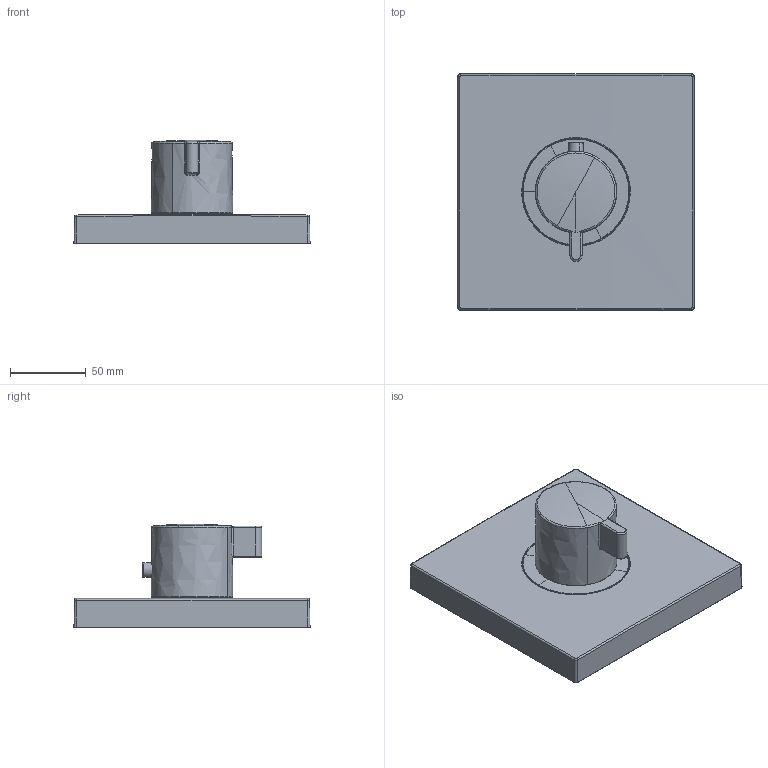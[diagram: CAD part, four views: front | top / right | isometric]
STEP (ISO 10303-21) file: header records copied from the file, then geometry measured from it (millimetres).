
FILE_DESCRIPTION(('CAx-IF Rec.Pracs.---Model Styling and Organization---1.2---2011-12-15','CAx-IF Rec.Pracs.---Geometric and Assembly Validation Properties---4.1---2014-06-16','CAx-IF Rec.Pracs.---PMI Polyline Presentation---2.0---2013-05-24'),'2;1');
FILE_NAME('1000091733_PPR_000.stp','2018-08-06T13:08:10+02:00',(''),(''),'STEP Interface 4.1 by CT CoreTechnologie','3D_Evolution4.1 by CT CoreTechnologie','');
FILE_SCHEMA(('AP203_CONFIGURATION_CONTROLLED_3D_DESIGN_OF_MECHANICAL_PARTS_AND_ASSEMBLIES_MIM_LF'));
Length unit declared in the file: millimetre
Products named in the file (7): P_2 HG ShowerSelect Therm.Highflow UP 1000091733_PPR_000_A1; P_2 Anschlaghuelse_UPT-FS_T42 (22,5mm) 1000126014_PPA_000_A0; P_2 Thermostatgriff_D54_komplett 1000083870_PPR_000_A0; P_2 Thermostatgriff_Select_(schnapp) 1000083871_PPA_000_A0; P_2 Taste UPT                     AX JMM 1000083617_PPA_000_A0; P_2 Rosette_155x155_T42_iBox Select 1000091734_PPA_000_A0; P_2 Dekorring gross UPT 1000083864_PPA_000_A0
Assembly tree (6 placements, depth 3):
  P_2 HG ShowerSelect Therm.Highflow UP 1000091733_PPR_000_A1
    P_2 Anschlaghuelse_UPT-FS_T42 (22,5mm) 1000126014_PPA_000_A0
    P_2 Thermostatgriff_D54_komplett 1000083870_PPR_000_A0
      P_2 Thermostatgriff_Select_(schnapp) 1000083871_PPA_000_A0
      P_2 Taste UPT                     AX JMM 1000083617_PPA_000_A0
    P_2 Rosette_155x155_T42_iBox Select 1000091734_PPA_000_A0
    P_2 Dekorring gross UPT 1000083864_PPA_000_A0
Bounding box: 155.99 x 155.99 x 68.38 mm (x, y, z)
Volume: 607302.2 mm3; surface area: 86117.8 mm2
Topology: 5 solids, 5 shells, 105 faces, 243 edges, 146 vertices
Faces by surface type: bspline 53, cylinder 29, plane 23
Entity records: 8546 total; most frequent: CARTESIAN_POINT 4669, DIRECTION 491, ORIENTED_EDGE 480, EDGE_CURVE 240, AXIS2_PLACEMENT_3D 210, CIRCLE 151, VERTEX_POINT 146, EDGE_LOOP 108
